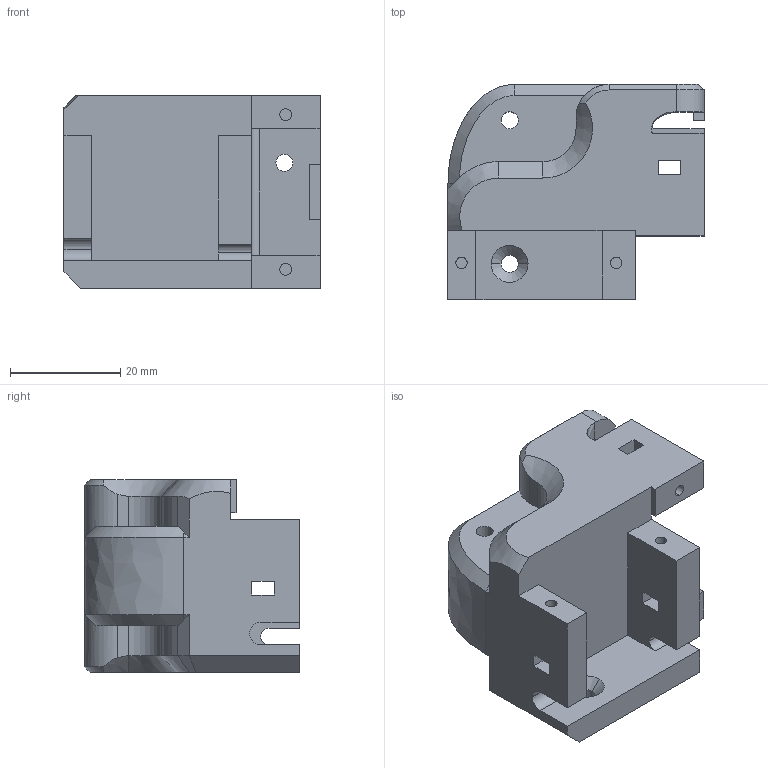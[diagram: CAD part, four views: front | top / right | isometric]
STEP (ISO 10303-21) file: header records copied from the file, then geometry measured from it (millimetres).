
FILE_DESCRIPTION (( 'STEP AP203' ), '1' );
FILE_NAME ('leg servos support mirror.STEP', '2024-10-28T17:09:08', ( '' ), ( '' ), 'SwSTEP 2.0', 'SolidWorks 2023', '' );
FILE_SCHEMA (( 'CONFIG_CONTROL_DESIGN' ));
Length unit declared in the file: millimetre
Products named in the file (1): leg servos support mirror
Bounding box: 46.5 x 39 x 35 mm (x, y, z)
Volume: 33848.1 mm3; surface area: 10466.4 mm2
Topology: 1 solids, 1 shells, 115 faces, 313 edges, 202 vertices
Faces by surface type: plane 70, cylinder 29, cone 11, bspline 5
Entity records: 4184 total; most frequent: CARTESIAN_POINT 1192, ORIENTED_EDGE 626, DIRECTION 574, EDGE_CURVE 313, LINE 214, VECTOR 214, VERTEX_POINT 202, AXIS2_PLACEMENT_3D 180
